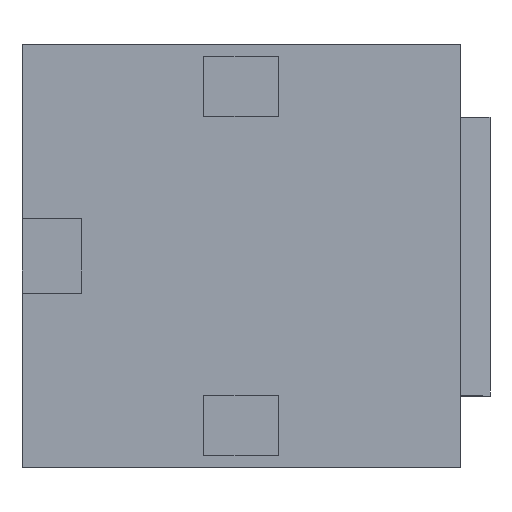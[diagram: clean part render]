
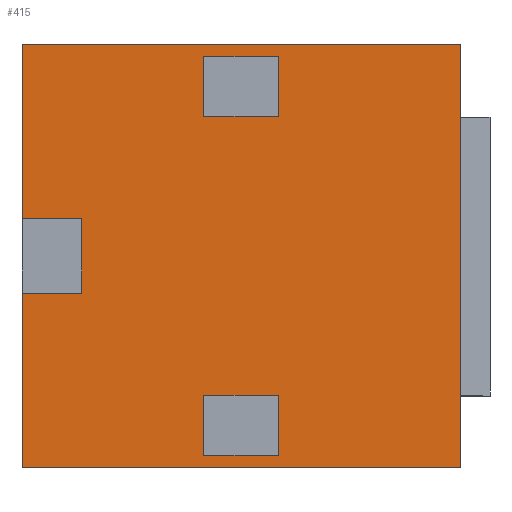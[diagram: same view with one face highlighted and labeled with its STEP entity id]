
A CAD part, top view. The second image highlights one B-rep face of the part: STEP entity #415.
In plain terms, the highlighted planar face has unit normal (0, 0, 1).
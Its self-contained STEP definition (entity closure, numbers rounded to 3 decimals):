
#117=LINE('',#1757,#234);
#120=LINE('',#1763,#237);
#122=LINE('',#1767,#239);
#128=LINE('',#1780,#245);
#131=LINE('',#1786,#248);
#133=LINE('',#1790,#250);
#135=LINE('',#1794,#252);
#140=LINE('',#1805,#257);
#143=LINE('',#1811,#260);
#145=LINE('',#1815,#262);
#147=LINE('',#1819,#264);
#168=LINE('',#1876,#285);
#173=LINE('',#1887,#290);
#194=LINE('',#1923,#311);
#196=LINE('',#1926,#313);
#197=LINE('',#1927,#314);
#234=VECTOR('',#1250,1.);
#237=VECTOR('',#1255,1.);
#239=VECTOR('',#1259,1.);
#245=VECTOR('',#1269,1.);
#248=VECTOR('',#1274,1.);
#250=VECTOR('',#1278,1.);
#252=VECTOR('',#1282,1.);
#257=VECTOR('',#1291,1.);
#260=VECTOR('',#1296,1.);
#262=VECTOR('',#1300,1.);
#264=VECTOR('',#1304,1.);
#285=VECTOR('',#1351,1.);
#290=VECTOR('',#1358,1.);
#311=VECTOR('',#1393,1.);
#313=VECTOR('',#1397,1.);
#314=VECTOR('',#1398,1.);
#357=PLANE('',#1148);
#415=ADVANCED_FACE('',(#461,#462,#463),#357,.T.);
#461=FACE_BOUND('',#525,.T.);
#462=FACE_BOUND('',#526,.T.);
#463=FACE_BOUND('',#527,.T.);
#525=EDGE_LOOP('',(#747,#748,#749,#750,#751,#752,#753,#754));
#526=EDGE_LOOP('',(#755,#756,#757,#758));
#527=EDGE_LOOP('',(#759,#760,#761,#762));
#747=ORIENTED_EDGE('',*,*,#974,.T.);
#748=ORIENTED_EDGE('',*,*,#972,.T.);
#749=ORIENTED_EDGE('',*,*,#969,.T.);
#750=ORIENTED_EDGE('',*,*,#1054,.F.);
#751=ORIENTED_EDGE('',*,*,#1026,.T.);
#752=ORIENTED_EDGE('',*,*,#1052,.T.);
#753=ORIENTED_EDGE('',*,*,#1031,.F.);
#754=ORIENTED_EDGE('',*,*,#1055,.F.);
#755=ORIENTED_EDGE('',*,*,#987,.T.);
#756=ORIENTED_EDGE('',*,*,#985,.T.);
#757=ORIENTED_EDGE('',*,*,#983,.T.);
#758=ORIENTED_EDGE('',*,*,#980,.T.);
#759=ORIENTED_EDGE('',*,*,#999,.T.);
#760=ORIENTED_EDGE('',*,*,#997,.T.);
#761=ORIENTED_EDGE('',*,*,#995,.T.);
#762=ORIENTED_EDGE('',*,*,#992,.T.);
#863=VERTEX_POINT('',#1758);
#864=VERTEX_POINT('',#1759);
#865=VERTEX_POINT('',#1764);
#866=VERTEX_POINT('',#1768);
#871=VERTEX_POINT('',#1781);
#872=VERTEX_POINT('',#1782);
#873=VERTEX_POINT('',#1787);
#874=VERTEX_POINT('',#1791);
#879=VERTEX_POINT('',#1806);
#880=VERTEX_POINT('',#1807);
#881=VERTEX_POINT('',#1812);
#882=VERTEX_POINT('',#1816);
#905=VERTEX_POINT('',#1875);
#906=VERTEX_POINT('',#1877);
#907=VERTEX_POINT('',#1881);
#910=VERTEX_POINT('',#1886);
#969=EDGE_CURVE('',#863,#864,#117,.T.);
#972=EDGE_CURVE('',#865,#863,#120,.T.);
#974=EDGE_CURVE('',#866,#865,#122,.T.);
#980=EDGE_CURVE('',#871,#872,#128,.T.);
#983=EDGE_CURVE('',#873,#871,#131,.T.);
#985=EDGE_CURVE('',#874,#873,#133,.T.);
#987=EDGE_CURVE('',#872,#874,#135,.T.);
#992=EDGE_CURVE('',#879,#880,#140,.T.);
#995=EDGE_CURVE('',#881,#879,#143,.T.);
#997=EDGE_CURVE('',#882,#881,#145,.T.);
#999=EDGE_CURVE('',#880,#882,#147,.T.);
#1026=EDGE_CURVE('',#906,#905,#168,.T.);
#1031=EDGE_CURVE('',#910,#907,#173,.T.);
#1052=EDGE_CURVE('',#905,#907,#194,.T.);
#1054=EDGE_CURVE('',#906,#864,#196,.T.);
#1055=EDGE_CURVE('',#866,#910,#197,.T.);
#1148=AXIS2_PLACEMENT_3D('',#1928,#1399,#1400);
#1250=DIRECTION('',(-1.,0.,0.));
#1255=DIRECTION('',(0.,-1.,0.));
#1259=DIRECTION('',(1.,0.,0.));
#1269=DIRECTION('',(0.,-1.,0.));
#1274=DIRECTION('',(1.,0.,0.));
#1278=DIRECTION('',(0.,1.,0.));
#1282=DIRECTION('',(-1.,0.,0.));
#1291=DIRECTION('',(0.,-1.,0.));
#1296=DIRECTION('',(1.,0.,0.));
#1300=DIRECTION('',(0.,1.,0.));
#1304=DIRECTION('',(-1.,0.,0.));
#1351=DIRECTION('',(1.,0.,0.));
#1358=DIRECTION('',(1.,0.,0.));
#1393=DIRECTION('',(0.,1.,0.));
#1397=DIRECTION('',(0.,1.,0.));
#1398=DIRECTION('',(0.,1.,0.));
#1399=DIRECTION('',(0.,0.,1.));
#1400=DIRECTION('',(-1.,0.,0.));
#1757=CARTESIAN_POINT('',(-32.,-7.5,0.));
#1758=CARTESIAN_POINT('',(-32.,-7.5,0.));
#1759=CARTESIAN_POINT('',(-44.,-7.5,0.));
#1763=CARTESIAN_POINT('',(-32.,7.5,0.));
#1764=CARTESIAN_POINT('',(-32.,7.5,0.));
#1767=CARTESIAN_POINT('',(-44.,7.5,0.));
#1768=CARTESIAN_POINT('',(-44.,7.5,0.));
#1780=CARTESIAN_POINT('',(7.5,40.,0.));
#1781=CARTESIAN_POINT('',(7.5,40.,0.));
#1782=CARTESIAN_POINT('',(7.5,28.,0.));
#1786=CARTESIAN_POINT('',(-7.5,40.,0.));
#1787=CARTESIAN_POINT('',(-7.5,40.,0.));
#1790=CARTESIAN_POINT('',(-7.5,28.,0.));
#1791=CARTESIAN_POINT('',(-7.5,28.,0.));
#1794=CARTESIAN_POINT('',(7.5,28.,0.));
#1805=CARTESIAN_POINT('',(7.5,-28.,0.));
#1806=CARTESIAN_POINT('',(7.5,-28.,0.));
#1807=CARTESIAN_POINT('',(7.5,-40.,0.));
#1811=CARTESIAN_POINT('',(-7.5,-28.,0.));
#1812=CARTESIAN_POINT('',(-7.5,-28.,0.));
#1815=CARTESIAN_POINT('',(-7.5,-40.,0.));
#1816=CARTESIAN_POINT('',(-7.5,-40.,0.));
#1819=CARTESIAN_POINT('',(7.5,-40.,0.));
#1875=CARTESIAN_POINT('',(44.,-42.5,0.));
#1876=CARTESIAN_POINT('',(-44.,-42.5,0.));
#1877=CARTESIAN_POINT('',(-44.,-42.5,0.));
#1881=CARTESIAN_POINT('',(44.,42.5,0.));
#1886=CARTESIAN_POINT('',(-44.,42.5,0.));
#1887=CARTESIAN_POINT('',(-44.,42.5,0.));
#1923=CARTESIAN_POINT('',(44.,-42.5,0.));
#1926=CARTESIAN_POINT('',(-44.,-42.5,0.));
#1927=CARTESIAN_POINT('',(-44.,-42.5,0.));
#1928=CARTESIAN_POINT('',(-44.,-42.5,0.));
